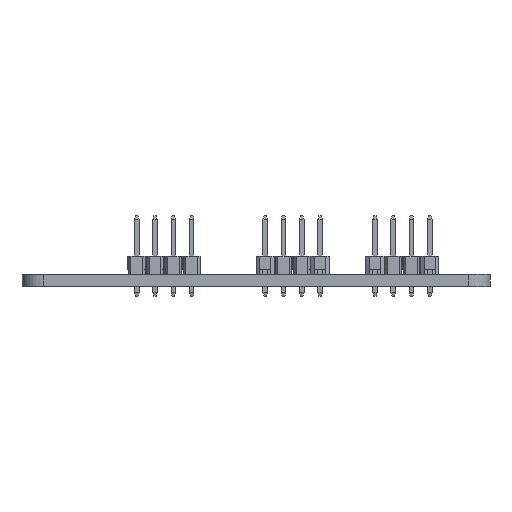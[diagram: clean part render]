
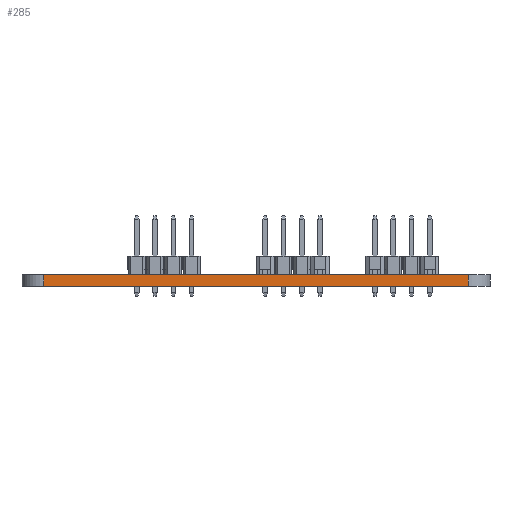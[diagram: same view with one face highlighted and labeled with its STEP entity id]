
A CAD part, front view. The second image highlights one B-rep face of the part: STEP entity #285.
In plain terms, the highlighted planar face has unit normal (0, -1, 0).
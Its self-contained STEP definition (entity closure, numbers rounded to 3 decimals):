
#227 = VERTEX_POINT('',#228);
#228 = CARTESIAN_POINT('',(94.059,-122.286,-1.6));
#235 = EDGE_CURVE('',#236,#227,#238,.T.);
#236 = VERTEX_POINT('',#237);
#237 = CARTESIAN_POINT('',(94.059,-122.286,0.));
#238 = LINE('',#239,#240);
#239 = CARTESIAN_POINT('',(94.059,-122.286,0.));
#240 = VECTOR('',#241,1.);
#241 = DIRECTION('',(0.,0.,-1.));
#285 = ADVANCED_FACE('',(#286),#311,.T.);
#286 = FACE_BOUND('',#287,.T.);
#287 = EDGE_LOOP('',(#288,#289,#297,#305));
#288 = ORIENTED_EDGE('',*,*,#235,.T.);
#289 = ORIENTED_EDGE('',*,*,#290,.T.);
#290 = EDGE_CURVE('',#227,#291,#293,.T.);
#291 = VERTEX_POINT('',#292);
#292 = CARTESIAN_POINT('',(153.059,-122.286,-1.6));
#293 = LINE('',#294,#295);
#294 = CARTESIAN_POINT('',(94.059,-122.286,-1.6));
#295 = VECTOR('',#296,1.);
#296 = DIRECTION('',(1.,0.,0.));
#297 = ORIENTED_EDGE('',*,*,#298,.F.);
#298 = EDGE_CURVE('',#299,#291,#301,.T.);
#299 = VERTEX_POINT('',#300);
#300 = CARTESIAN_POINT('',(153.059,-122.286,0.));
#301 = LINE('',#302,#303);
#302 = CARTESIAN_POINT('',(153.059,-122.286,0.));
#303 = VECTOR('',#304,1.);
#304 = DIRECTION('',(0.,0.,-1.));
#305 = ORIENTED_EDGE('',*,*,#306,.F.);
#306 = EDGE_CURVE('',#236,#299,#307,.T.);
#307 = LINE('',#308,#309);
#308 = CARTESIAN_POINT('',(94.059,-122.286,0.));
#309 = VECTOR('',#310,1.);
#310 = DIRECTION('',(1.,0.,0.));
#311 = PLANE('',#312);
#312 = AXIS2_PLACEMENT_3D('',#313,#314,#315);
#313 = CARTESIAN_POINT('',(94.059,-122.286,0.));
#314 = DIRECTION('',(0.,-1.,0.));
#315 = DIRECTION('',(1.,0.,0.));
